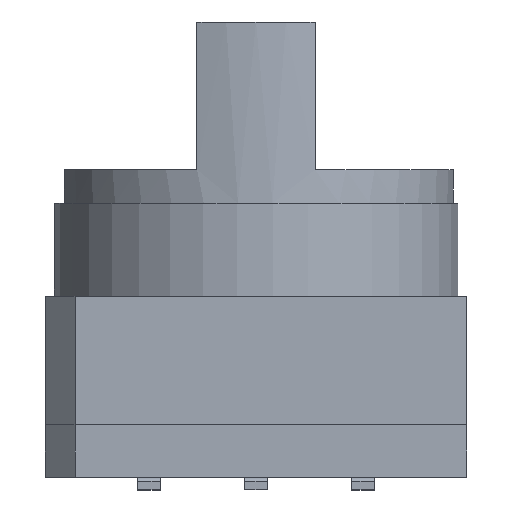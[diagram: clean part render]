
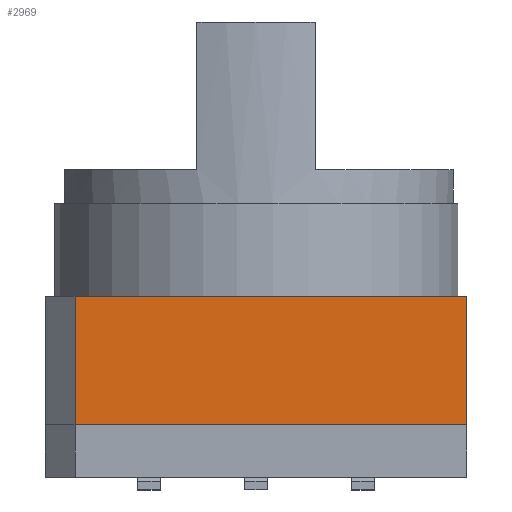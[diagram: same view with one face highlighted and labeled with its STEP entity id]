
A CAD part, left-side view. The second image highlights one B-rep face of the part: STEP entity #2969.
In plain terms, the highlighted planar face has unit normal (-1, 0, 0).
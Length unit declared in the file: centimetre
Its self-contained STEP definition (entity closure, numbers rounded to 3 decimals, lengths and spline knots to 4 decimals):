
#273=FACE_OUTER_BOUND('',#444,.T.);
#444=EDGE_LOOP('',(#2385,#2386,#2387,#2388));
#702=LINE('',#4656,#1032);
#721=LINE('',#4720,#1051);
#722=LINE('',#4721,#1052);
#723=LINE('',#4722,#1053);
#1032=VECTOR('',#3538,1.);
#1051=VECTOR('',#3577,1.);
#1052=VECTOR('',#3578,1.);
#1053=VECTOR('',#3579,1.);
#1339=VERTEX_POINT('',#4653);
#1340=VERTEX_POINT('',#4655);
#1358=VERTEX_POINT('',#4718);
#1359=VERTEX_POINT('',#4719);
#1699=EDGE_CURVE('',#1339,#1340,#702,.T.);
#1724=EDGE_CURVE('',#1358,#1359,#721,.T.);
#1725=EDGE_CURVE('',#1359,#1340,#722,.T.);
#1726=EDGE_CURVE('',#1339,#1358,#723,.T.);
#2385=ORIENTED_EDGE('',*,*,#1724,.T.);
#2386=ORIENTED_EDGE('',*,*,#1725,.T.);
#2387=ORIENTED_EDGE('',*,*,#1699,.F.);
#2388=ORIENTED_EDGE('',*,*,#1726,.T.);
#2826=PLANE('',#3137);
#2969=ADVANCED_FACE('',(#273),#2826,.T.);
#3137=AXIS2_PLACEMENT_3D('',#4717,#3575,#3576);
#3538=DIRECTION('',(0.,0.,-1.));
#3575=DIRECTION('center_axis',(-1.,0.,0.));
#3576=DIRECTION('ref_axis',(0.,0.,
1.));
#3577=DIRECTION('',(0.,0.,-1.));
#3578=DIRECTION('',(0.,-1.,0.));
#3579=DIRECTION('',(0.,1.,0.));
#4653=CARTESIAN_POINT('',(-0.5,-0.5,0.1525));
#4655=CARTESIAN_POINT('',(-0.5,-0.5,-0.1525));
#4656=CARTESIAN_POINT('',(-0.5,-0.5,0.));
#4717=CARTESIAN_POINT('Origin',(-0.5,-0.5,0.));
#4718=CARTESIAN_POINT('',(-0.5,0.4293,0.1525));
#4719=CARTESIAN_POINT('',(-0.5,0.4293,-0.1525));
#4720=CARTESIAN_POINT('',(-0.5,0.4293,0.0763));
#4721=CARTESIAN_POINT('',(-0.5,0.5,-0.1525));
#4722=CARTESIAN_POINT('',(-0.5,0.5,0.1525));
